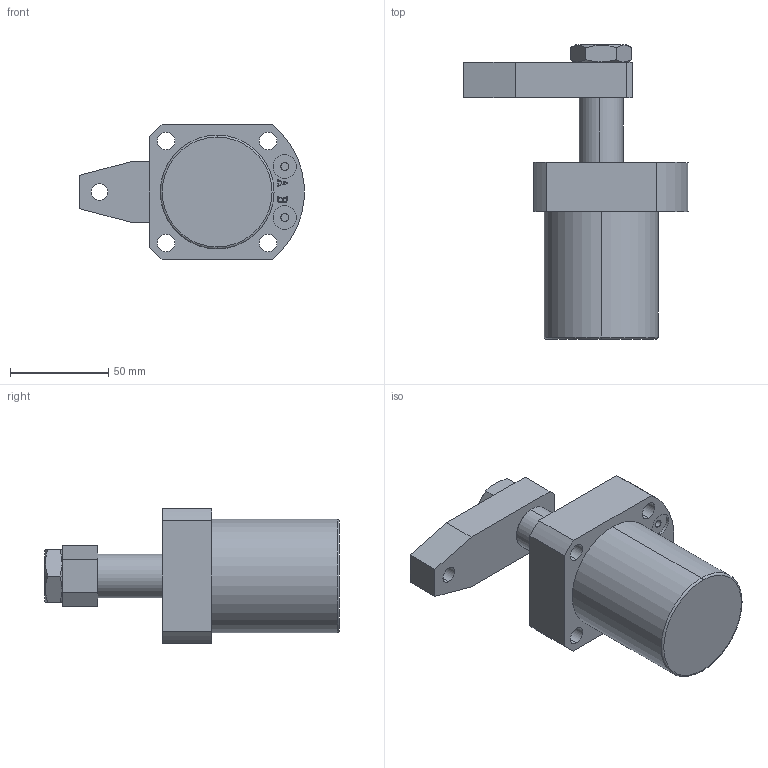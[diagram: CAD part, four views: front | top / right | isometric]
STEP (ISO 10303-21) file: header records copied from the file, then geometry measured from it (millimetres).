
FILE_DESCRIPTION (( 'STEP AP203' ), '1' );
FILE_NAME ('HSL-FAM40S.STEP', '2019-10-06T07:29:29', ( '微软用户' ), ( '微软中国' ), 'SwSTEP 2.0', 'SolidWorks 2012', '' );
FILE_SCHEMA (( 'CONFIG_CONTROL_DESIGN' ));
Length unit declared in the file: millimetre
Products named in the file (5): HSL-FAM40S; hex thin nuts-grades ab-chamfered gb_GB_FASTENER_NUT_STNAB  B M18-N; HSL-40S揤旋杻秶; HSL-40S活塞杆; HSL-FAM40S掛极
Assembly tree (4 placements, depth 2):
  HSL-FAM40S
    HSL-FAM40S掛极
    HSL-40S活塞杆
    HSL-40S揤旋杻秶
    hex thin nuts-grades ab-chamfered gb_GB_FASTENER_NUT_STNAB  B M18-N
Bounding box: 114.36 x 150 x 69 mm (x, y, z)
Volume: 313533 mm3; surface area: 63193.7 mm2
Topology: 4 solids, 4 shells, 164 faces, 386 edges, 250 vertices
Faces by surface type: plane 77, cylinder 47, bspline 16, cone 14, torus 10
Entity records: 6083 total; most frequent: CARTESIAN_POINT 1771, DIRECTION 782, ORIENTED_EDGE 772, EDGE_CURVE 386, AXIS2_PLACEMENT_3D 285, VERTEX_POINT 250, LINE 212, VECTOR 212
